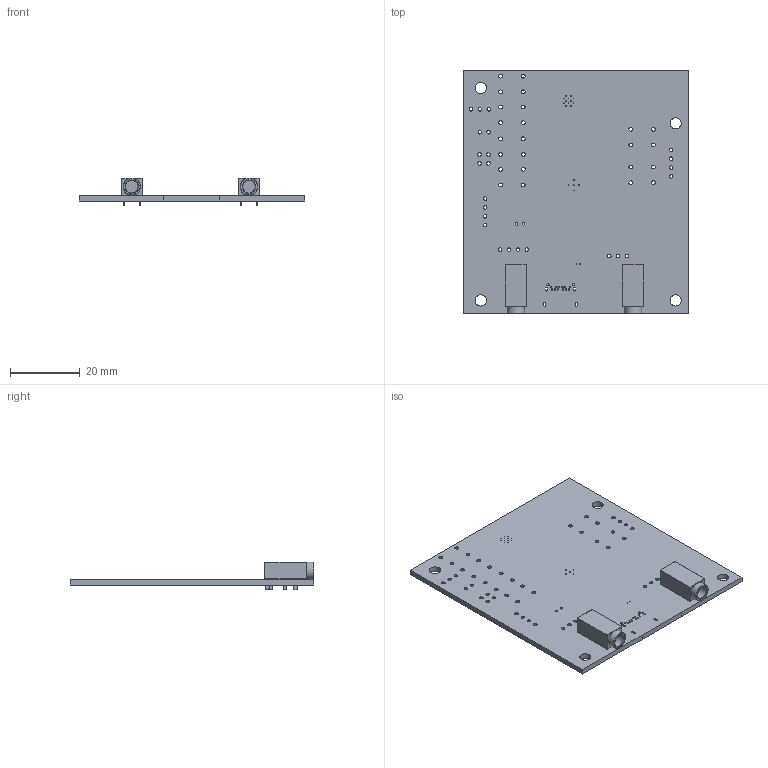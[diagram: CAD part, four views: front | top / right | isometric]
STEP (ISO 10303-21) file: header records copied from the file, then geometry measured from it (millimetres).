
FILE_DESCRIPTION(('KiCad electronic assembly'),'2;1');
FILE_NAME('ezDV.step','2023-10-25T18:17:50',('Pcbnew'),('Kicad'), 'Open CASCADE STEP processor 7.7','KiCad to STEP converter','Unknown' );
FILE_SCHEMA(('AUTOMOTIVE_DESIGN { 1 0 10303 214 1 1 1 1 }'));
Length unit declared in the file: millimetre
Products named in the file (4): ezDV 1; PJ-320A; COMPOUND; ezDV PCB
Assembly tree (4 placements, depth 3):
  ezDV 1
    PJ-320A  x2
      COMPOUND
    ezDV PCB
Bounding box: 64.77 x 69.89 x 8 mm (x, y, z)
Volume: 7445.6 mm3; surface area: 10736 mm2
Topology: 11 solids, 11 shells, 517 faces, 1427 edges, 930 vertices
Faces by surface type: plane 342, cylinder 143, bspline 16, sphere 8, torus 8
Full cylindrical faces by diameter (mm): 0.2 x17, 0.25 x2, 0.4 x12, 0.675 x2, 0.75 x2, 0.8 x4, 1 x28, 1.1 x24, 3.2 x4, 3.6 x2, 5 x2
Entity records: 32037 total; most frequent: CARTESIAN_POINT 7856, DIRECTION 4099, LINE 2704, VECTOR 2704, ORIENTED_EDGE 2502, PCURVE 2502, DEFINITIONAL_REPRESENTATION 2502, EDGE_CURVE 1251
